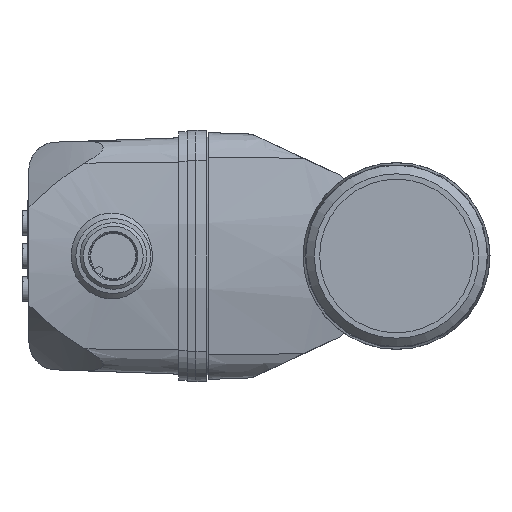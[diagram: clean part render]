
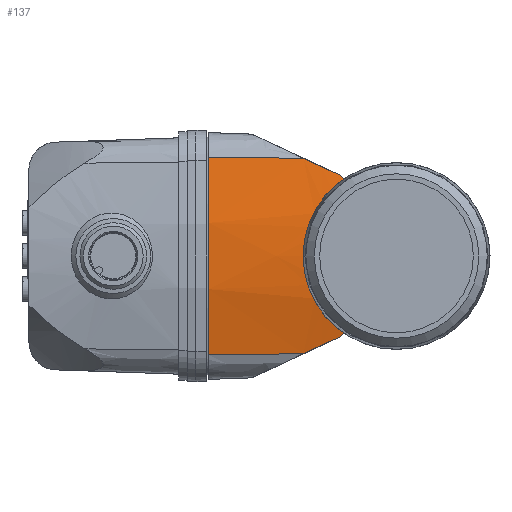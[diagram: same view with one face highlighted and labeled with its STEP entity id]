
A CAD part, left-side view. The second image highlights one B-rep face of the part: STEP entity #137.
In plain terms, the highlighted conical face has half-angle 2 degrees and reference radius 69.493 mm.
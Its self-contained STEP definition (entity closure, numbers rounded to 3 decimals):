
#137 = ADVANCED_FACE( '', ( #456 ), #457, .T. );
#456 = FACE_OUTER_BOUND( '', #977, .T. );
#457 = CONICAL_SURFACE( '', #978, 69.493, 0.035 );
#977 = EDGE_LOOP( '', ( #1784, #1785, #1786, #1787, #1788, #1789, #1790, #1791, #1792, #1793 ) );
#978 = AXIS2_PLACEMENT_3D( '', #1794, #1795, #1796 );
#1784 = ORIENTED_EDGE( '', *, *, #3339, .T. );
#1785 = ORIENTED_EDGE( '', *, *, #3192, .T. );
#1786 = ORIENTED_EDGE( '', *, *, #3340, .T. );
#1787 = ORIENTED_EDGE( '', *, *, #3341, .F. );
#1788 = ORIENTED_EDGE( '', *, *, #3342, .T. );
#1789 = ORIENTED_EDGE( '', *, *, #3343, .T. );
#1790 = ORIENTED_EDGE( '', *, *, #3344, .F. );
#1791 = ORIENTED_EDGE( '', *, *, #3345, .F. );
#1792 = ORIENTED_EDGE( '', *, *, #3346, .T. );
#1793 = ORIENTED_EDGE( '', *, *, #3177, .F. );
#1794 = CARTESIAN_POINT( '', ( 31.9, 33.9, 0. ) );
#1795 = DIRECTION( '', ( 0., 1., 0. ) );
#1796 = DIRECTION( '', ( 1., 0., 0. ) );
#3177 = EDGE_CURVE( '', #3744, #3745, #3746, .T. );
#3192 = EDGE_CURVE( '', #3773, #3771, #3774, .T. );
#3339 = EDGE_CURVE( '', #3744, #3773, #4027, .F. );
#3340 = EDGE_CURVE( '', #3771, #4028, #4029, .F. );
#3341 = EDGE_CURVE( '', #4030, #4028, #4031, .T. );
#3342 = EDGE_CURVE( '', #4030, #4032, #4033, .F. );
#3343 = EDGE_CURVE( '', #4032, #4034, #4035, .T. );
#3344 = EDGE_CURVE( '', #4036, #4034, #4037, .T. );
#3345 = EDGE_CURVE( '', #4038, #4036, #4039, .T. );
#3346 = EDGE_CURVE( '', #4038, #3745, #4040, .F. );
#3744 = VERTEX_POINT( '', #4696 );
#3745 = VERTEX_POINT( '', #4697 );
#3746 = B_SPLINE_CURVE_WITH_KNOTS( '', 3, ( #4698, #4699, #4700, #4701, #4702, #4703, #4704, #4705 ), .UNSPECIFIED., .F., .F., ( 4, 2, 2, 4 ), ( 0., 0., 0.001, 0.001 ), .UNSPECIFIED. );
#3771 = VERTEX_POINT( '', #4779 );
#3773 = VERTEX_POINT( '', #4782 );
#3774 = B_SPLINE_CURVE_WITH_KNOTS( '', 3, ( #4783, #4784, #4785, #4786, #4787, #4788, #4789, #4790, #4791, #4792, #4793, #4794, #4795, #4796, #4797, #4798, #4799, #4800, #4801, #4802, #4803, #4804, #4805, #4806, #4807, #4808, #4809, #4810, #4811, #4812, #4813, #4814, #4815, #4816 ), .UNSPECIFIED., .F., .F., ( 4, 2, 2, 2, 2, 2, 2, 2, 2, 2, 2, 2, 2, 2, 2, 2, 4 ), ( 0., 0.004, 0.005, 0.006, 0.008, 0.01, 0.011, 0.012, 0.016, 0.018, 0.02, 0.022, 0.023, 0.024, 0.026, 0.028, 0.032 ), .UNSPECIFIED. );
#4027 = CIRCLE( '', #5373, 68.643 );
#4028 = VERTEX_POINT( '', #5374 );
#4029 = CIRCLE( '', #5375, 68.643 );
#4030 = VERTEX_POINT( '', #5376 );
#4031 = B_SPLINE_CURVE_WITH_KNOTS( '', 3, ( #5377, #5378, #5379, #5380, #5381, #5382 ), .UNSPECIFIED., .F., .F., ( 4, 2, 4 ), ( 0., 0.001, 0.001 ), .UNSPECIFIED. );
#4032 = VERTEX_POINT( '', #5383 );
#4033 = ELLIPSE( '', #5384, 160.798, 67.765 );
#4034 = VERTEX_POINT( '', #5385 );
#4035 = LINE( '', #5386, #5387 );
#4036 = VERTEX_POINT( '', #5388 );
#4037 = CIRCLE( '', #5389, 69.493 );
#4038 = VERTEX_POINT( '', #5390 );
#4039 = LINE( '', #5391, #5392 );
#4040 = ELLIPSE( '', #5393, 160.798, 67.765 );
#4696 = CARTESIAN_POINT( '', ( -35.377, 9.561, -13.626 ) );
#4697 = CARTESIAN_POINT( '', ( -35.208, 10.138, -14.532 ) );
#4698 = CARTESIAN_POINT( '', ( -35.377, 9.561, -13.626 ) );
#4699 = CARTESIAN_POINT( '', ( -35.358, 9.561, -13.721 ) );
#4700 = CARTESIAN_POINT( '', ( -35.339, 9.574, -13.813 ) );
#4701 = CARTESIAN_POINT( '', ( -35.304, 9.626, -13.994 ) );
#4702 = CARTESIAN_POINT( '', ( -35.287, 9.665, -14.081 ) );
#4703 = CARTESIAN_POINT( '', ( -35.242, 9.816, -14.319 ) );
#4704 = CARTESIAN_POINT( '', ( -35.219, 9.964, -14.451 ) );
#4705 = CARTESIAN_POINT( '', ( -35.208, 10.138, -14.532 ) );
#4779 = CARTESIAN_POINT( '', ( -35.388, 9.561, 13.57 ) );
#4782 = CARTESIAN_POINT( '', ( -35.388, 9.561, -13.57 ) );
#4783 = CARTESIAN_POINT( '', ( -35.388, 9.561, -13.57 ) );
#4784 = CARTESIAN_POINT( '', ( -35.582, 10.648, -12.804 ) );
#4785 = CARTESIAN_POINT( '', ( -35.78, 11.622, -11.926 ) );
#4786 = CARTESIAN_POINT( '', ( -36.017, 12.704, -10.69 ) );
#4787 = CARTESIAN_POINT( '', ( -36.064, 12.914, -10.436 ) );
#4788 = CARTESIAN_POINT( '', ( -36.157, 13.319, -9.913 ) );
#4789 = CARTESIAN_POINT( '', ( -36.202, 13.515, -9.644 ) );
#4790 = CARTESIAN_POINT( '', ( -36.335, 14.078, -8.822 ) );
#4791 = CARTESIAN_POINT( '', ( -36.418, 14.417, -8.256 ) );
#4792 = CARTESIAN_POINT( '', ( -36.57, 15.025, -7.089 ) );
#4793 = CARTESIAN_POINT( '', ( -36.64, 15.294, -6.488 ) );
#4794 = CARTESIAN_POINT( '', ( -36.731, 15.645, -5.559 ) );
#4795 = CARTESIAN_POINT( '', ( -36.76, 15.753, -5.245 ) );
#4796 = CARTESIAN_POINT( '', ( -36.813, 15.951, -4.608 ) );
#4797 = CARTESIAN_POINT( '', ( -36.837, 16.041, -4.284 ) );
#4798 = CARTESIAN_POINT( '', ( -36.944, 16.439, -2.665 ) );
#4799 = CARTESIAN_POINT( '', ( -36.988, 16.598, -1.351 ) );
#4800 = CARTESIAN_POINT( '', ( -36.989, 16.601, 0.647 ) );
#4801 = CARTESIAN_POINT( '', ( -36.978, 16.561, 1.322 ) );
#4802 = CARTESIAN_POINT( '', ( -36.934, 16.402, 2.644 ) );
#4803 = CARTESIAN_POINT( '', ( -36.902, 16.283, 3.296 ) );
#4804 = CARTESIAN_POINT( '', ( -36.817, 15.969, 4.581 ) );
#4805 = CARTESIAN_POINT( '', ( -36.765, 15.774, 5.215 ) );
#4806 = CARTESIAN_POINT( '', ( -36.673, 15.422, 6.151 ) );
#4807 = CARTESIAN_POINT( '', ( -36.64, 15.295, 6.461 ) );
#4808 = CARTESIAN_POINT( '', ( -36.571, 15.024, 7.068 ) );
#4809 = CARTESIAN_POINT( '', ( -36.534, 14.88, 7.366 ) );
#4810 = CARTESIAN_POINT( '', ( -36.42, 14.423, 8.245 ) );
#4811 = CARTESIAN_POINT( '', ( -36.337, 14.085, 8.809 ) );
#4812 = CARTESIAN_POINT( '', ( -36.162, 13.344, 9.897 ) );
#4813 = CARTESIAN_POINT( '', ( -36.069, 12.939, 10.42 ) );
#4814 = CARTESIAN_POINT( '', ( -35.781, 11.628, 11.921 ) );
#4815 = CARTESIAN_POINT( '', ( -35.582, 10.648, 12.804 ) );
#4816 = CARTESIAN_POINT( '', ( -35.388, 9.561, 13.57 ) );
#5373 = AXIS2_PLACEMENT_3D( '', #6668, #6669, #6670 );
#5374 = CARTESIAN_POINT( '', ( -35.377, 9.561, 13.626 ) );
#5375 = AXIS2_PLACEMENT_3D( '', #6671, #6672, #6673 );
#5376 = CARTESIAN_POINT( '', ( -35.208, 10.138, 14.532 ) );
#5377 = CARTESIAN_POINT( '', ( -35.208, 10.138, 14.532 ) );
#5378 = CARTESIAN_POINT( '', ( -35.219, 9.964, 14.451 ) );
#5379 = CARTESIAN_POINT( '', ( -35.242, 9.817, 14.321 ) );
#5380 = CARTESIAN_POINT( '', ( -35.302, 9.616, 14.002 ) );
#5381 = CARTESIAN_POINT( '', ( -35.339, 9.561, 13.815 ) );
#5382 = CARTESIAN_POINT( '', ( -35.377, 9.561, 13.626 ) );
#5383 = CARTESIAN_POINT( '', ( -34.702, 16.771, 17.625 ) );
#5384 = AXIS2_PLACEMENT_3D( '', #6674, #6675, #6676 );
#5385 = CARTESIAN_POINT( '', ( -35.281, 33.9, 17.778 ) );
#5386 = CARTESIAN_POINT( '', ( -35.281, 33.9, 17.778 ) );
#5387 = VECTOR( '', #6677, 1000. );
#5388 = CARTESIAN_POINT( '', ( -35.281, 33.9, -17.778 ) );
#5389 = AXIS2_PLACEMENT_3D( '', #6678, #6679, #6680 );
#5390 = CARTESIAN_POINT( '', ( -34.702, 16.771, -17.625 ) );
#5391 = CARTESIAN_POINT( '', ( -35.281, 33.9, -17.778 ) );
#5392 = VECTOR( '', #6681, 1000. );
#5393 = AXIS2_PLACEMENT_3D( '', #6682, #6683, #6684 );
#6668 = CARTESIAN_POINT( '', ( 31.9, 9.561, 0. ) );
#6669 = DIRECTION( '', ( 0., -1., 0. ) );
#6670 = DIRECTION( '', ( 0., 0., -1. ) );
#6671 = CARTESIAN_POINT( '', ( 31.9, 9.561, 0. ) );
#6672 = DIRECTION( '', ( 0., -1., 0. ) );
#6673 = DIRECTION( '', ( 0., 0., -1. ) );
#6674 = CARTESIAN_POINT( '', ( 31.9, -10.113, 5.089 ) );
#6675 = DIRECTION( '', ( 0., -0.423, 0.906 ) );
#6676 = DIRECTION( '', ( 0., 0.906, 0.423 ) );
#6677 = DIRECTION( '', ( -0.034, 0.999, 0.009 ) );
#6678 = CARTESIAN_POINT( '', ( 31.9, 33.9, 0. ) );
#6679 = DIRECTION( '', ( 0., 1., 0. ) );
#6680 = DIRECTION( '', ( 1., 0., 0. ) );
#6681 = DIRECTION( '', ( -0.034, 0.999, -0.009 ) );
#6682 = CARTESIAN_POINT( '', ( 31.9, -10.113, -5.089 ) );
#6683 = DIRECTION( '', ( 0., -0.423, -0.906 ) );
#6684 = DIRECTION( '', ( 0., 0.906, -0.423 ) );
